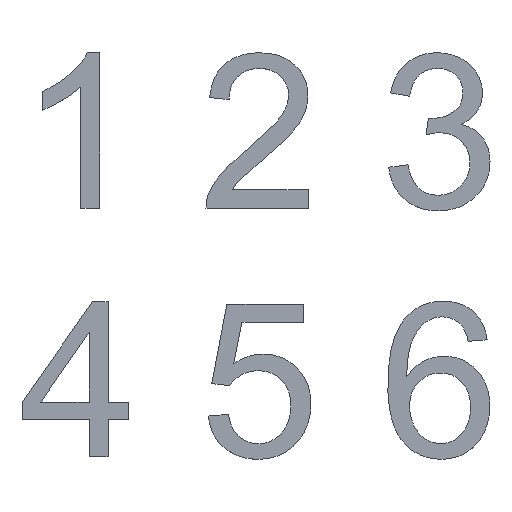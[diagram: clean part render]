
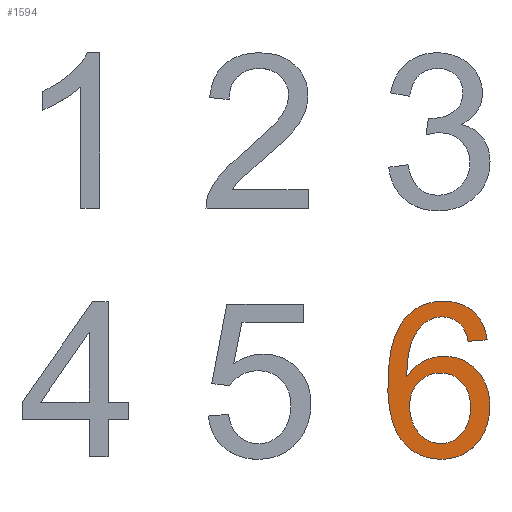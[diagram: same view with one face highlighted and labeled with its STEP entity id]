
A CAD part, top view. The second image highlights one B-rep face of the part: STEP entity #1594.
In plain terms, the highlighted planar face has unit normal (0, 0, 1).
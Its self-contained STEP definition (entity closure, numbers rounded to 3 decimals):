
#1076=CARTESIAN_POINT('',(5.498,-2.13,0.2));
#1077=VERTEX_POINT('',#1076);
#1084=CARTESIAN_POINT('',(4.867,-3.903,0.2));
#1085=VERTEX_POINT('',#1084);
#1086=CARTESIAN_POINT('',(5.498,-2.13,0.2));
#1087=CARTESIAN_POINT('',(5.304,-2.271,0.2));
#1088=CARTESIAN_POINT('',(5.152,-2.477,0.2));
#1089=CARTESIAN_POINT('',(5.041,-2.747,0.2));
#1090=CARTESIAN_POINT('',(4.93,-3.017,0.2));
#1091=CARTESIAN_POINT('',(4.872,-3.403,0.2));
#1092=CARTESIAN_POINT('',(4.867,-3.903,0.2));
#1093=B_SPLINE_CURVE_WITH_KNOTS('',3,(#1086,#1087,#1088,#1089,#1090,#1091,#1092),.UNSPECIFIED.,.F.,.F.,(4,3,4),(0.154,0.221,0.288),.UNSPECIFIED.);
#1094=EDGE_CURVE('',#1077,#1085,#1093,.T.);
#1132=CARTESIAN_POINT('',(6.626,-2.229,0.2));
#1133=VERTEX_POINT('',#1132);
#1140=CARTESIAN_POINT('',(6.626,-2.229,0.2));
#1141=CARTESIAN_POINT('',(6.46,-2.054,0.2));
#1142=CARTESIAN_POINT('',(6.255,-1.967,0.2));
#1143=CARTESIAN_POINT('',(6.012,-1.967,0.2));
#1144=CARTESIAN_POINT('',(5.817,-1.967,0.2));
#1145=CARTESIAN_POINT('',(5.645,-2.021,0.2));
#1146=CARTESIAN_POINT('',(5.498,-2.13,0.2));
#1147=B_SPLINE_CURVE_WITH_KNOTS('',3,(#1140,#1141,#1142,#1143,#1144,#1145,#1146),.UNSPECIFIED.,.F.,.F.,(4,3,4),(0.039,0.103,0.154),.UNSPECIFIED.);
#1148=EDGE_CURVE('',#1133,#1077,#1147,.T.);
#1172=CARTESIAN_POINT('',(6.858,-2.754,0.2));
#1173=VERTEX_POINT('',#1172);
#1180=CARTESIAN_POINT('',(6.858,-2.754,0.2));
#1181=CARTESIAN_POINT('',(6.803,-2.513,0.2));
#1182=CARTESIAN_POINT('',(6.726,-2.338,0.2));
#1183=CARTESIAN_POINT('',(6.626,-2.229,0.2));
#1184=B_SPLINE_CURVE_WITH_KNOTS('',3,(#1180,#1181,#1182,#1183),.UNSPECIFIED.,.F.,.F.,(4,4),(0.,0.039),.UNSPECIFIED.);
#1185=EDGE_CURVE('',#1173,#1133,#1184,.T.);
#1204=CARTESIAN_POINT('',(7.468,-2.706,0.2));
#1205=VERTEX_POINT('',#1204);
#1212=CARTESIAN_POINT('',(7.468,-2.706,0.2));
#1213=DIRECTION('',(-0.997,-0.078,0.));
#1214=VECTOR('',#1213,0.612);
#1215=LINE('',#1212,#1214);
#1216=EDGE_CURVE('',#1205,#1173,#1215,.T.);
#1258=CARTESIAN_POINT('',(4.792,-2.035,0.2));
#1259=VERTEX_POINT('',#1258);
#1266=CARTESIAN_POINT('',(4.792,-2.035,0.2));
#1267=CARTESIAN_POINT('',(5.103,-1.653,0.2));
#1268=CARTESIAN_POINT('',(5.523,-1.462,0.2));
#1269=CARTESIAN_POINT('',(6.05,-1.462,0.2));
#1270=CARTESIAN_POINT('',(6.443,-1.462,0.2));
#1271=CARTESIAN_POINT('',(6.765,-1.572,0.2));
#1272=CARTESIAN_POINT('',(7.016,-1.793,0.2));
#1273=CARTESIAN_POINT('',(7.267,-2.013,0.2));
#1274=CARTESIAN_POINT('',(7.418,-2.318,0.2));
#1275=CARTESIAN_POINT('',(7.468,-2.706,0.2));
#1276=B_SPLINE_CURVE_WITH_KNOTS('',3,(#1266,#1267,#1268,#1269,#1270,#1271,#1272,#1273,#1274,#1275),.UNSPECIFIED.,.F.,.F.,(4,3,3,4),(0.829,0.898,0.949,1.),.UNSPECIFIED.);
#1277=EDGE_CURVE('',#1259,#1205,#1276,.T.);
#1339=CARTESIAN_POINT('',(5.097,-5.467,0.2));
#1340=VERTEX_POINT('',#1339);
#1347=CARTESIAN_POINT('',(6.653,-4.078,0.2));
#1348=VERTEX_POINT('',#1347);
#1349=CARTESIAN_POINT('',(5.097,-5.467,0.2));
#1350=CARTESIAN_POINT('',(5.187,-5.66,0.2));
#1351=CARTESIAN_POINT('',(5.312,-5.807,0.2));
#1352=CARTESIAN_POINT('',(5.474,-5.908,0.2));
#1353=CARTESIAN_POINT('',(5.635,-6.009,0.2));
#1354=CARTESIAN_POINT('',(5.804,-6.06,0.2));
#1355=CARTESIAN_POINT('',(5.982,-6.06,0.2));
#1356=CARTESIAN_POINT('',(6.241,-6.06,0.2));
#1357=CARTESIAN_POINT('',(6.463,-5.955,0.2));
#1358=CARTESIAN_POINT('',(6.65,-5.746,0.2));
#1359=CARTESIAN_POINT('',(6.836,-5.537,0.2));
#1360=CARTESIAN_POINT('',(6.929,-5.253,0.2));
#1361=CARTESIAN_POINT('',(6.929,-4.894,0.2));
#1362=CARTESIAN_POINT('',(6.929,-4.549,0.2));
#1363=CARTESIAN_POINT('',(6.837,-4.277,0.2));
#1364=CARTESIAN_POINT('',(6.653,-4.078,0.2));
#1365=B_SPLINE_CURVE_WITH_KNOTS('',3,(#1349,#1350,#1351,#1352,#1353,#1354,#1355,#1356,#1357,#1358,#1359,#1360,#1361,#1362,#1363,#1364),.UNSPECIFIED.,.F.,.F.,(4,3,3,3,3,4),(0.,0.087,0.175,0.303,0.43,0.553),.UNSPECIFIED.);
#1366=EDGE_CURVE('',#1340,#1348,#1365,.T.);
#1421=CARTESIAN_POINT('',(6.653,-4.078,0.2));
#1422=CARTESIAN_POINT('',(6.469,-3.879,0.2));
#1423=CARTESIAN_POINT('',(6.237,-3.78,0.2));
#1424=CARTESIAN_POINT('',(5.958,-3.78,0.2));
#1425=CARTESIAN_POINT('',(5.681,-3.78,0.2));
#1426=CARTESIAN_POINT('',(5.445,-3.879,0.2));
#1427=CARTESIAN_POINT('',(5.252,-4.078,0.2));
#1428=CARTESIAN_POINT('',(5.059,-4.277,0.2));
#1429=CARTESIAN_POINT('',(4.963,-4.538,0.2));
#1430=CARTESIAN_POINT('',(4.963,-4.86,0.2));
#1431=CARTESIAN_POINT('',(4.963,-5.072,0.2));
#1432=CARTESIAN_POINT('',(5.007,-5.274,0.2));
#1433=CARTESIAN_POINT('',(5.097,-5.467,0.2));
#1434=B_SPLINE_CURVE_WITH_KNOTS('',3,(#1421,#1422,#1423,#1424,#1425,#1426,#1427,#1428,#1429,#1430,#1431,#1432,#1433),.UNSPECIFIED.,.F.,.F.,(4,3,3,3,4),(0.553,0.676,0.798,0.92,1.),.UNSPECIFIED.);
#1435=EDGE_CURVE('',#1348,#1340,#1434,.T.);
#1539=CARTESIAN_POINT('',(4.867,-3.903,0.2));
#1540=CARTESIAN_POINT('',(5.015,-3.678,0.2));
#1541=CARTESIAN_POINT('',(5.195,-3.511,0.2));
#1542=CARTESIAN_POINT('',(5.409,-3.401,0.2));
#1543=CARTESIAN_POINT('',(5.623,-3.292,0.2));
#1544=CARTESIAN_POINT('',(5.846,-3.238,0.2));
#1545=CARTESIAN_POINT('',(6.08,-3.238,0.2));
#1546=CARTESIAN_POINT('',(6.489,-3.238,0.2));
#1547=CARTESIAN_POINT('',(6.838,-3.388,0.2));
#1548=CARTESIAN_POINT('',(7.125,-3.69,0.2));
#1549=CARTESIAN_POINT('',(7.413,-3.991,0.2));
#1550=CARTESIAN_POINT('',(7.556,-4.38,0.2));
#1551=CARTESIAN_POINT('',(7.556,-4.857,0.2));
#1552=CARTESIAN_POINT('',(7.556,-5.17,0.2));
#1553=CARTESIAN_POINT('',(7.489,-5.462,0.2));
#1554=CARTESIAN_POINT('',(7.353,-5.731,0.2));
#1555=CARTESIAN_POINT('',(7.218,-6.,0.2));
#1556=CARTESIAN_POINT('',(7.032,-6.207,0.2));
#1557=CARTESIAN_POINT('',(6.796,-6.35,0.2));
#1558=CARTESIAN_POINT('',(6.56,-6.493,0.2));
#1559=CARTESIAN_POINT('',(6.292,-6.564,0.2));
#1560=CARTESIAN_POINT('',(5.992,-6.564,0.2));
#1561=CARTESIAN_POINT('',(5.481,-6.564,0.2));
#1562=CARTESIAN_POINT('',(5.064,-6.376,0.2));
#1563=CARTESIAN_POINT('',(4.741,-6.,0.2));
#1564=CARTESIAN_POINT('',(4.418,-5.624,0.2));
#1565=CARTESIAN_POINT('',(4.257,-5.005,0.2));
#1566=CARTESIAN_POINT('',(4.257,-4.141,0.2));
#1567=CARTESIAN_POINT('',(4.257,-3.175,0.2));
#1568=CARTESIAN_POINT('',(4.435,-2.473,0.2));
#1569=CARTESIAN_POINT('',(4.792,-2.035,0.2));
#1570=B_SPLINE_CURVE_WITH_KNOTS('',3,(#1539,#1540,#1541,#1542,#1543,#1544,#1545,#1546,#1547,#1548,#1549,#1550,#1551,#1552,#1553,#1554,#1555,#1556,#1557,#1558,#1559,#1560,#1561,#1562,#1563,#1564,
#1565,#1566,#1567,#1568,#1569),.UNSPECIFIED.,.F.,.F.,(4,3,3,3,3,3,3,3,3,3,4),(0.288,0.324,0.36,0.423,0.486,0.527,0.568,0.61,0.68,0.75,0.829),.UNSPECIFIED.);
#1571=EDGE_CURVE('',#1085,#1259,#1570,.T.);
#1577=CARTESIAN_POINT('',(0.,0.,0.2));
#1578=DIRECTION('',(0.,0.,1.));
#1579=DIRECTION('',(1.,0.,0.));
#1580=AXIS2_PLACEMENT_3D('',#1577,#1578,#1579);
#1581=PLANE('',#1580);
#1582=ORIENTED_EDGE('',*,*,#1366,.F.);
#1583=ORIENTED_EDGE('',*,*,#1435,.F.);
#1584=EDGE_LOOP('',(#1582,#1583));
#1585=FACE_BOUND('',#1584,.T.);
#1586=ORIENTED_EDGE('',*,*,#1094,.F.);
#1587=ORIENTED_EDGE('',*,*,#1148,.F.);
#1588=ORIENTED_EDGE('',*,*,#1185,.F.);
#1589=ORIENTED_EDGE('',*,*,#1216,.F.);
#1590=ORIENTED_EDGE('',*,*,#1277,.F.);
#1591=ORIENTED_EDGE('',*,*,#1571,.F.);
#1592=EDGE_LOOP('',(#1586,#1587,#1588,#1589,#1590,#1591));
#1593=FACE_BOUND('',#1592,.T.);
#1594=ADVANCED_FACE('',(#1585,#1593),#1581,.T.);
